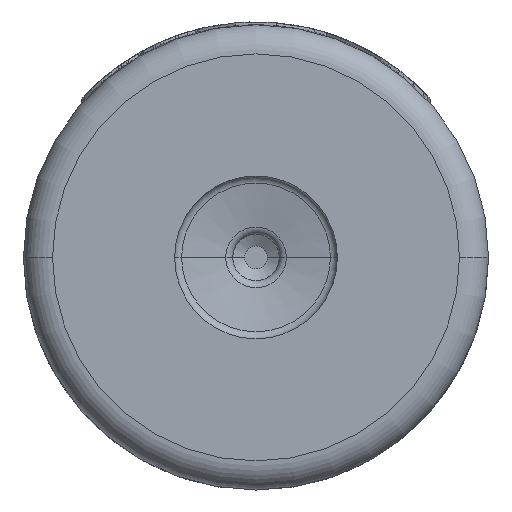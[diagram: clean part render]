
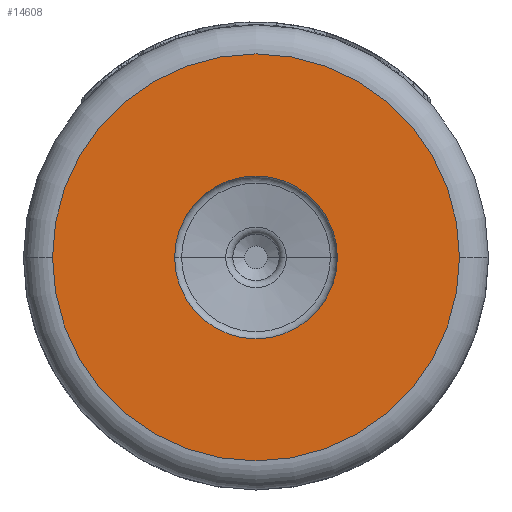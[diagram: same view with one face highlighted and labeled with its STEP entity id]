
A CAD part, front view. The second image highlights one B-rep face of the part: STEP entity #14608.
In plain terms, the highlighted planar face has unit normal (0, -1, 0).
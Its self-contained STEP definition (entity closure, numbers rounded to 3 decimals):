
#2261=CARTESIAN_POINT('',(0.,-4.,0.));
#2262=DIRECTION('',(0.,-1.,0.));
#2263=DIRECTION('',(-1.,0.,0.));
#2264=AXIS2_PLACEMENT_3D('',#2261,#2262,#2263);
#2276=CARTESIAN_POINT('',(0.,-4.,0.));
#2277=DIRECTION('',(0.,-1.,0.));
#2278=DIRECTION('',(-1.,0.,0.));
#2279=AXIS2_PLACEMENT_3D('',#2276,#2277,#2278);
#2281=CARTESIAN_POINT('',(0.,-4.,0.));
#2282=DIRECTION('',(0.,-1.,0.));
#2283=DIRECTION('',(1.,0.,0.));
#2284=AXIS2_PLACEMENT_3D('',#2281,#2282,#2283);
#2286=CARTESIAN_POINT('',(0.,-4.,0.));
#2287=DIRECTION('',(0.,-1.,0.));
#2288=DIRECTION('',(1.,0.,0.));
#2289=AXIS2_PLACEMENT_3D('',#2286,#2287,#2288);
#12099=CARTESIAN_POINT('',(-1.4,-4.,0.));
#12100=CARTESIAN_POINT('',(1.4,-4.,0.));
#12101=VERTEX_POINT('',#12099);
#12102=VERTEX_POINT('',#12100);
#12103=CARTESIAN_POINT('',(3.5,-4.,0.));
#12104=CARTESIAN_POINT('',(-3.5,-4.,0.));
#12105=VERTEX_POINT('',#12103);
#12106=VERTEX_POINT('',#12104);
#14592=CARTESIAN_POINT('',(0.,-4.,0.));
#14593=DIRECTION('',(0.,1.,0.));
#14594=DIRECTION('',(1.,0.,0.));
#14595=AXIS2_PLACEMENT_3D('',#14592,#14593,#14594);
#14596=PLANE('',#14595);
#14598=ORIENTED_EDGE('',*,*,#14597,.F.);
#14599=ORIENTED_EDGE('',*,*,#14582,.F.);
#14600=EDGE_LOOP('',(#14598,#14599));
#14601=FACE_OUTER_BOUND('',#14600,.F.);
#14603=ORIENTED_EDGE('',*,*,#14602,.T.);
#14605=ORIENTED_EDGE('',*,*,#14604,.T.);
#14606=EDGE_LOOP('',(#14603,#14605));
#14607=FACE_BOUND('',#14606,.F.);
#14608=ADVANCED_FACE('',(#14601,#14607),#14596,.F.);
#2265=CIRCLE('',#2264,3.5);
#2280=CIRCLE('',#2279,1.4);
#2285=CIRCLE('',#2284,1.4);
#2290=CIRCLE('',#2289,3.5);
#14582=EDGE_CURVE('',#12106,#12105,#2265,.T.);
#14597=EDGE_CURVE('',#12105,#12106,#2290,.T.);
#14602=EDGE_CURVE('',#12101,#12102,#2280,.T.);
#14604=EDGE_CURVE('',#12102,#12101,#2285,.T.);
